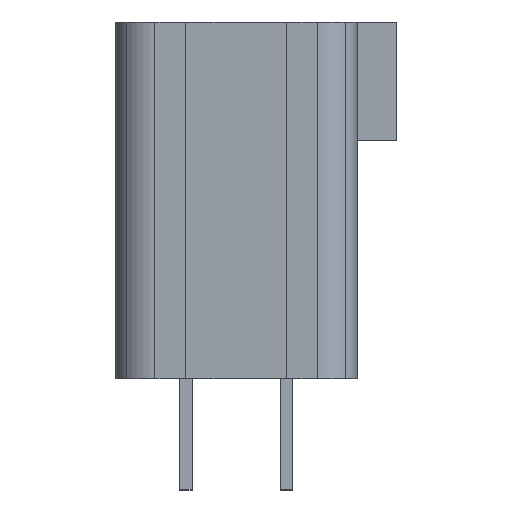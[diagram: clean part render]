
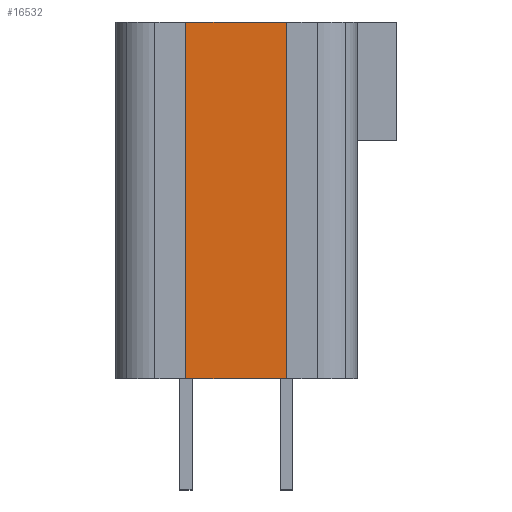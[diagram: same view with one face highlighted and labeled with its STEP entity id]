
A CAD part, left-side view. The second image highlights one B-rep face of the part: STEP entity #16532.
In plain terms, the highlighted planar face has unit normal (-1, 0, 0).
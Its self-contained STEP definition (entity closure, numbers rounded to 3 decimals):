
#15286=CARTESIAN_POINT('',(-22.86,1.27,9.));
#15287=VERTEX_POINT('',#15286);
#15294=CARTESIAN_POINT('',(-22.86,-1.27,9.));
#15295=VERTEX_POINT('',#15294);
#15296=CARTESIAN_POINT('',(-22.86,-1.27,9.));
#15297=DIRECTION('',(0.0,1.0,0.0));
#15298=VECTOR('',#15297,2.54);
#15299=LINE('',#15296,#15298);
#15300=EDGE_CURVE('',#15295,#15287,#15299,.T.);
#16332=CARTESIAN_POINT('',(-22.86,-1.27,0.));
#16333=VERTEX_POINT('',#16332);
#16340=CARTESIAN_POINT('',(-22.86,1.27,0.));
#16341=VERTEX_POINT('',#16340);
#16342=CARTESIAN_POINT('',(-22.86,1.27,0.));
#16343=DIRECTION('',(0.0,-1.0,0.0));
#16344=VECTOR('',#16343,2.54);
#16345=LINE('',#16342,#16344);
#16346=EDGE_CURVE('',#16341,#16333,#16345,.T.);
#16507=CARTESIAN_POINT('',(-22.86,1.27,0.));
#16508=DIRECTION('',(0.0,0.0,1.0));
#16509=VECTOR('',#16508,9.0);
#16510=LINE('',#16507,#16509);
#16511=EDGE_CURVE('',#16341,#15287,#16510,.T.);
#16516=CARTESIAN_POINT('',(-22.86,-1.27,2.));
#16517=DIRECTION('',(-1.0,0.0,0.0));
#16518=DIRECTION('',(0.0,0.0,1.0));
#16519=AXIS2_PLACEMENT_3D('',#16516,#16517,#16518);
#16520=PLANE('',#16519);
#16521=ORIENTED_EDGE('',*,*,#15300,.T.);
#16522=ORIENTED_EDGE('',*,*,#16511,.F.);
#16523=ORIENTED_EDGE('',*,*,#16346,.T.);
#16524=CARTESIAN_POINT('',(-22.86,-1.27,0.));
#16525=DIRECTION('',(0.0,0.0,1.0));
#16526=VECTOR('',#16525,9.0);
#16527=LINE('',#16524,#16526);
#16528=EDGE_CURVE('',#16333,#15295,#16527,.T.);
#16529=ORIENTED_EDGE('',*,*,#16528,.T.);
#16530=EDGE_LOOP('',(#16521,#16522,#16523,#16529));
#16531=FACE_OUTER_BOUND('',#16530,.T.);
#16532=ADVANCED_FACE('',(#16531),#16520,.T.);
